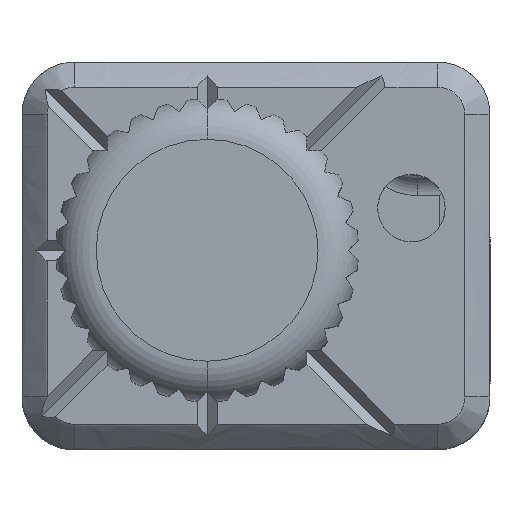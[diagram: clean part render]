
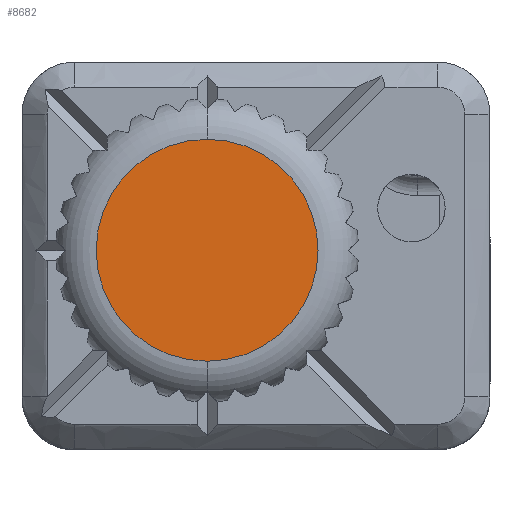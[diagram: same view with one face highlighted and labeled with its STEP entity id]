
A CAD part, top view. The second image highlights one B-rep face of the part: STEP entity #8682.
In plain terms, the highlighted planar face has unit normal (0, 0, 1).
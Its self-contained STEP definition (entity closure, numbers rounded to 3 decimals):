
#333 = AXIS2_PLACEMENT_3D ( 'NONE', #6279, #8089, #3372 ) ;
#352 = CARTESIAN_POINT ( 'NONE',  ( 0., 0., 24.341 ) ) ;
#1838 = AXIS2_PLACEMENT_3D ( 'NONE', #352, #8106, #5248 ) ;
#2304 = ORIENTED_EDGE ( 'NONE', *, *, #7591, .T. ) ;
#2601 = VERTEX_POINT ( 'NONE', #6975 ) ;
#2910 = CIRCLE ( 'NONE', #333, 5.5 ) ;
#3372 = DIRECTION ( 'NONE',  ( 0., -1., 0. ) ) ;
#4023 = CIRCLE ( 'NONE', #4235, 5.5 ) ;
#4235 = AXIS2_PLACEMENT_3D ( 'NONE', #7550, #9399, #9463 ) ;
#4258 = FACE_OUTER_BOUND ( 'NONE', #6728, .T. ) ;
#5107 = ORIENTED_EDGE ( 'NONE', *, *, #9207, .T. ) ;
#5248 = DIRECTION ( 'NONE',  ( 0., -1., 0. ) ) ;
#6279 = CARTESIAN_POINT ( 'NONE',  ( 6.577, 7.248, 24.341 ) ) ;
#6728 = EDGE_LOOP ( 'NONE', ( #2304, #5107 ) ) ;
#6975 = CARTESIAN_POINT ( 'NONE',  ( 6.577, 1.748, 24.341 ) ) ;
#7550 = CARTESIAN_POINT ( 'NONE',  ( 6.577, 7.248, 24.341 ) ) ;
#7591 = EDGE_CURVE ( 'NONE', #2601, #10444, #4023, .T. ) ;
#8089 = DIRECTION ( 'NONE',  ( 0., 0., 1. ) ) ;
#8106 = DIRECTION ( 'NONE',  ( 0., 0., 1. ) ) ;
#8682 = ADVANCED_FACE ( 'NONE', ( #4258 ), #10762, .T. ) ;
#9207 = EDGE_CURVE ( 'NONE', #10444, #2601, #2910, .T. ) ;
#9399 = DIRECTION ( 'NONE',  ( 0., 0., 1. ) ) ;
#9463 = DIRECTION ( 'NONE',  ( 0., -1., 0. ) ) ;
#10444 = VERTEX_POINT ( 'NONE', #11725 ) ;
#10762 = PLANE ( 'NONE',  #1838 ) ;
#11725 = CARTESIAN_POINT ( 'NONE',  ( 6.577, 12.748, 24.341 ) ) ;
